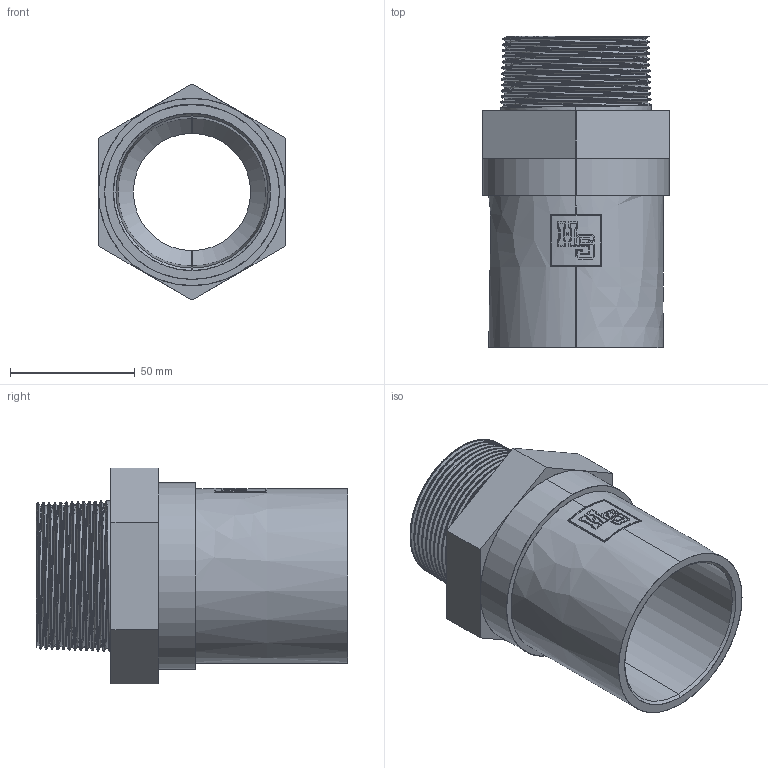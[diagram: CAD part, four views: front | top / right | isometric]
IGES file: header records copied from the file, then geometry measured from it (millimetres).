
Start section: SolidWorks IGES file using analytic representation for surfaces
Bounding box: 75 x 125 x 86.6 mm (x, y, z)
Surface area: 57324.5 mm2 (no closed solid volume)
Topology: 0 solids, 0 shells, 225 faces, 8552 edges, 8552 vertices
Faces by surface type: bspline 155, revolution 70
